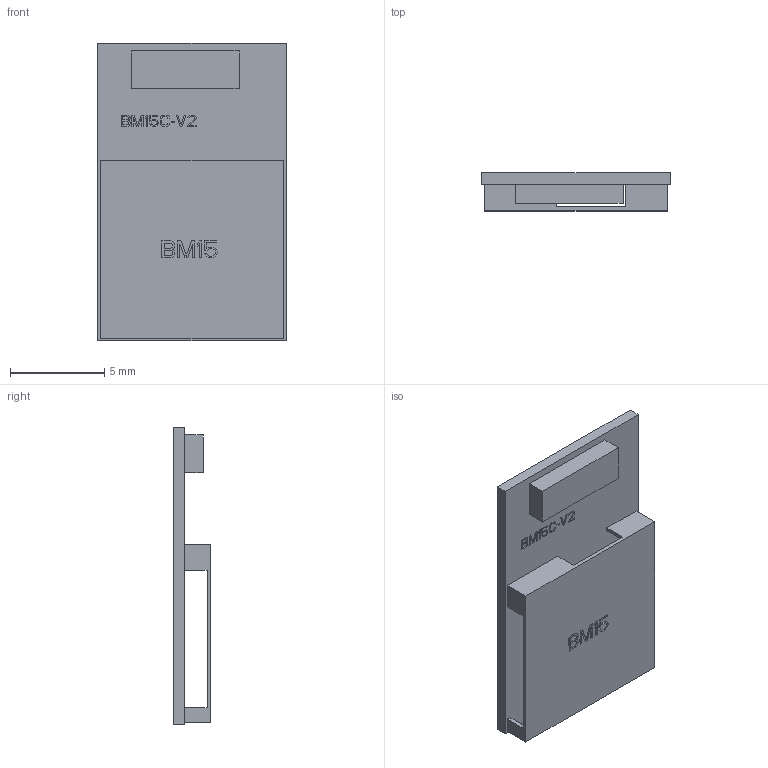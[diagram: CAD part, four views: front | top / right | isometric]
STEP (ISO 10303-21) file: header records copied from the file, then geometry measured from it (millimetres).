
FILE_DESCRIPTION((''),'2;1');
FILE_NAME('BM15C-V2_ASM','2024-09-19T15:19:11',('Administrator'),(''),'CREO PARAMETRIC BY PTC INC, 2021404','CREO PARAMETRIC BY PTC INC, 2021404','');
FILE_SCHEMA(('CONFIG_CONTROL_DESIGN','SHAPE_APPEARANCE_LAYERS_GROUPS'));
Length unit declared in the file: millimetre
Products named in the file (3): BM15; BM15C-V2; BM15C-V2_ASM
Assembly tree (2 placements, depth 2):
  BM15C-V2_ASM
    BM15
    BM15C-V2
Bounding box: 10 x 2 x 15.8 mm (x, y, z)
Volume: 127.3 mm3; surface area: 584.4 mm2
Topology: 2 solids, 2 shells, 330 faces, 927 edges, 618 vertices
Faces by surface type: plane 330
Entity records: 10802 total; most frequent: CARTESIAN_POINT 1880, ORIENTED_EDGE 1854, DIRECTION 1597, VECTOR 927, LINE 927, EDGE_CURVE 927, VERTEX_POINT 618, EDGE_LOOP 347
